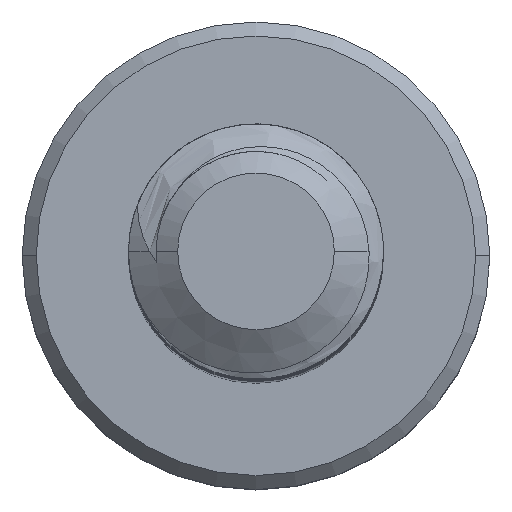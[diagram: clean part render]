
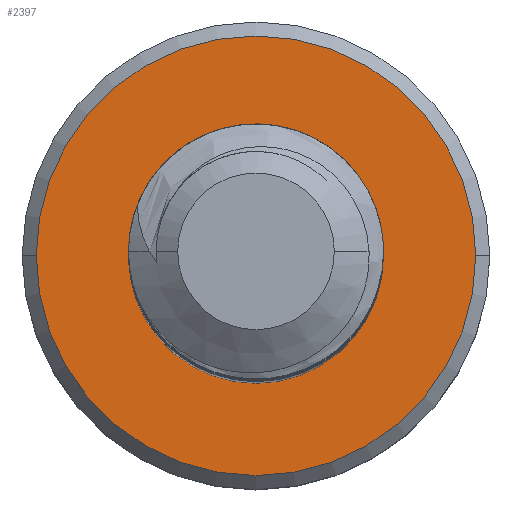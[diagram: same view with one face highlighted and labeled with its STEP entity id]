
A CAD part, top view. The second image highlights one B-rep face of the part: STEP entity #2397.
In plain terms, the highlighted planar face has unit normal (0, 0, 1).
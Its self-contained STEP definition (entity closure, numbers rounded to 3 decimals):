
#98 = ORIENTED_EDGE ( 'NONE', *, *, #6924, .T. ) ;
#250 = EDGE_CURVE ( 'NONE', #9256, #8982, #8238, .T. ) ;
#745 = ORIENTED_EDGE ( 'NONE', *, *, #250, .F. ) ;
#1375 = CARTESIAN_POINT ( 'NONE',  ( 2.585, 0., -30. ) ) ;
#1763 = AXIS2_PLACEMENT_3D ( 'NONE', #4399, #9888, #9170 ) ;
#1898 = EDGE_LOOP ( 'NONE', ( #98, #8344 ) ) ;
#2049 = ORIENTED_EDGE ( 'NONE', *, *, #6539, .F. ) ;
#2271 = CARTESIAN_POINT ( 'NONE',  ( 0., 0., -30. ) ) ;
#2387 = DIRECTION ( 'NONE',  ( -1., 0., 0. ) ) ;
#2397 = ADVANCED_FACE ( 'NONE', ( #10418, #6169 ), #6019, .F. ) ;
#2456 = CIRCLE ( 'NONE', #3538, 1.5 ) ;
#2479 = DIRECTION ( 'NONE',  ( -1., 0., 0. ) ) ;
#3018 = DIRECTION ( 'NONE',  ( 0., 0., 1. ) ) ;
#3538 = AXIS2_PLACEMENT_3D ( 'NONE', #9632, #4094, #4843 ) ;
#3797 = AXIS2_PLACEMENT_3D ( 'NONE', #9686, #6424, #2387 ) ;
#4094 = DIRECTION ( 'NONE',  ( 0., 0., 1. ) ) ;
#4188 = CARTESIAN_POINT ( 'NONE',  ( 0., 0., -30. ) ) ;
#4399 = CARTESIAN_POINT ( 'NONE',  ( 0., 0., -30. ) ) ;
#4498 = CARTESIAN_POINT ( 'NONE',  ( -2.585, 0., -30. ) ) ;
#4709 = AXIS2_PLACEMENT_3D ( 'NONE', #4188, #6488, #2479 ) ;
#4843 = DIRECTION ( 'NONE',  ( -1., 0., 0. ) ) ;
#4847 = AXIS2_PLACEMENT_3D ( 'NONE', #2271, #3018, #5499 ) ;
#4949 = CARTESIAN_POINT ( 'NONE',  ( 1.5, 0., -30. ) ) ;
#5363 = CIRCLE ( 'NONE', #4709, 2.585 ) ;
#5499 = DIRECTION ( 'NONE',  ( -1., 0., 0. ) ) ;
#6019 = PLANE ( 'NONE',  #1763 ) ;
#6169 = FACE_BOUND ( 'NONE', #10004, .T. ) ;
#6424 = DIRECTION ( 'NONE',  ( 0., 0., 1. ) ) ;
#6488 = DIRECTION ( 'NONE',  ( 0., 0., 1. ) ) ;
#6539 = EDGE_CURVE ( 'NONE', #8982, #9256, #2456, .T. ) ;
#6924 = EDGE_CURVE ( 'NONE', #7219, #10396, #9981, .T. ) ;
#7219 = VERTEX_POINT ( 'NONE', #4498 ) ;
#8238 = CIRCLE ( 'NONE', #3797, 1.5 ) ;
#8344 = ORIENTED_EDGE ( 'NONE', *, *, #8455, .T. ) ;
#8455 = EDGE_CURVE ( 'NONE', #10396, #7219, #5363, .T. ) ;
#8982 = VERTEX_POINT ( 'NONE', #9455 ) ;
#9170 = DIRECTION ( 'NONE',  ( -1., 0., 0. ) ) ;
#9256 = VERTEX_POINT ( 'NONE', #4949 ) ;
#9455 = CARTESIAN_POINT ( 'NONE',  ( -1.5, 0., -30. ) ) ;
#9632 = CARTESIAN_POINT ( 'NONE',  ( 0., 0., -30. ) ) ;
#9686 = CARTESIAN_POINT ( 'NONE',  ( 0., 0., -30. ) ) ;
#9888 = DIRECTION ( 'NONE',  ( 0., 0., -1. ) ) ;
#9981 = CIRCLE ( 'NONE', #4847, 2.585 ) ;
#10004 = EDGE_LOOP ( 'NONE', ( #745, #2049 ) ) ;
#10396 = VERTEX_POINT ( 'NONE', #1375 ) ;
#10418 = FACE_OUTER_BOUND ( 'NONE', #1898, .T. ) ;
